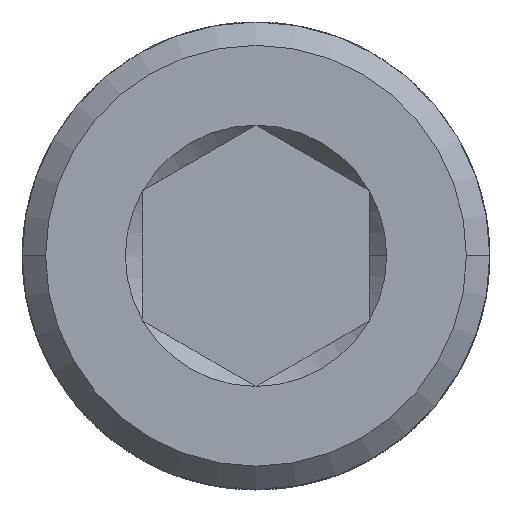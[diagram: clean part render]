
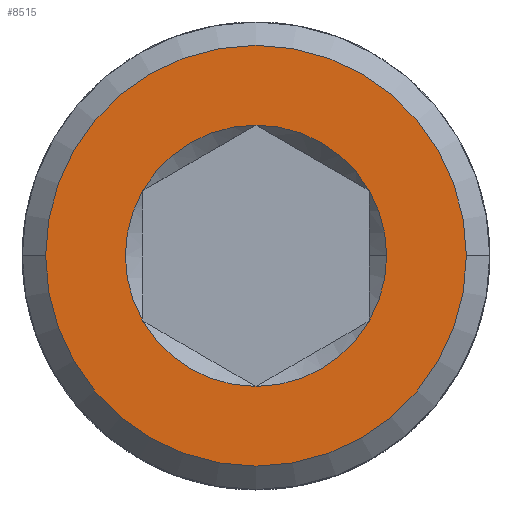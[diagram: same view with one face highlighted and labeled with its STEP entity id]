
A CAD part, top view. The second image highlights one B-rep face of the part: STEP entity #8515.
In plain terms, the highlighted planar face has unit normal (0, 0, 1).
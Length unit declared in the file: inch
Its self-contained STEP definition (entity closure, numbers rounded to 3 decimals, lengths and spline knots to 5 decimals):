
#313 = DIRECTION ( 'NONE',  ( 0., 0., 1. ) ) ;
#508 = FACE_OUTER_BOUND ( 'NONE', #12448, .T. ) ;
#698 = ORIENTED_EDGE ( 'NONE', *, *, #15501, .F. ) ;
#817 = EDGE_CURVE ( 'NONE', #17285, #5625, #7965, .T. ) ;
#835 = CARTESIAN_POINT ( 'NONE',  ( 0., 0., 0.138 ) ) ;
#954 = VERTEX_POINT ( 'NONE', #14988 ) ;
#973 = EDGE_CURVE ( 'NONE', #10223, #14383, #5335, .T. ) ;
#1106 = CARTESIAN_POINT ( 'NONE',  ( 0., 0., 0.138 ) ) ;
#1739 = VERTEX_POINT ( 'NONE', #8255 ) ;
#1965 = CARTESIAN_POINT ( 'NONE',  ( 0., 0., 0.138 ) ) ;
#1967 = AXIS2_PLACEMENT_3D ( 'NONE', #5082, #2349, #3885 ) ;
#2349 = DIRECTION ( 'NONE',  ( 0., 0., 1. ) ) ;
#2352 = DIRECTION ( 'NONE',  ( 1., 0., 0. ) ) ;
#3697 = CIRCLE ( 'NONE', #17985, 0.06315 ) ;
#3780 = VERTEX_POINT ( 'NONE', #4336 ) ;
#3813 = CARTESIAN_POINT ( 'NONE',  ( 0., 0., 0.138 ) ) ;
#3885 = DIRECTION ( 'NONE',  ( 1., 0., 0. ) ) ;
#3923 = DIRECTION ( 'NONE',  ( 0., 0., 1. ) ) ;
#4336 = CARTESIAN_POINT ( 'NONE',  ( -0.05469, -0.03157, 0.138 ) ) ;
#4403 = CIRCLE ( 'NONE', #17529, 0.06315 ) ;
#4449 = AXIS2_PLACEMENT_3D ( 'NONE', #6730, #15036, #16403 ) ;
#4528 = PLANE ( 'NONE',  #17736 ) ;
#4551 = CARTESIAN_POINT ( 'NONE',  ( -0.1017, 0., 0.138 ) ) ;
#4935 = CIRCLE ( 'NONE', #15433, 0.06315 ) ;
#5042 = AXIS2_PLACEMENT_3D ( 'NONE', #5865, #6146, #7693 ) ;
#5082 = CARTESIAN_POINT ( 'NONE',  ( 0., 0., 0.138 ) ) ;
#5182 = AXIS2_PLACEMENT_3D ( 'NONE', #8560, #3923, #15406 ) ;
#5335 = CIRCLE ( 'NONE', #10878, 0.06315 ) ;
#5625 = VERTEX_POINT ( 'NONE', #4551 ) ;
#5865 = CARTESIAN_POINT ( 'NONE',  ( 0., 0., 0.138 ) ) ;
#6096 = DIRECTION ( 'NONE',  ( -1., 0., 0. ) ) ;
#6146 = DIRECTION ( 'NONE',  ( 0., 0., 1. ) ) ;
#6151 = ORIENTED_EDGE ( 'NONE', *, *, #15796, .F. ) ;
#6283 = EDGE_LOOP ( 'NONE', ( #7253, #13313, #6151, #7771, #9452, #15472, #698 ) ) ;
#6730 = CARTESIAN_POINT ( 'NONE',  ( 0., 0., 0.138 ) ) ;
#6768 = ORIENTED_EDGE ( 'NONE', *, *, #817, .T. ) ;
#7057 = CARTESIAN_POINT ( 'NONE',  ( 0.05469, -0.03157, 0.138 ) ) ;
#7253 = ORIENTED_EDGE ( 'NONE', *, *, #14660, .F. ) ;
#7283 = FACE_BOUND ( 'NONE', #6283, .T. ) ;
#7693 = DIRECTION ( 'NONE',  ( 1., 0., 0. ) ) ;
#7771 = ORIENTED_EDGE ( 'NONE', *, *, #10308, .F. ) ;
#7821 = CIRCLE ( 'NONE', #1967, 0.06315 ) ;
#7961 = DIRECTION ( 'NONE',  ( 0., 0., 1. ) ) ;
#7965 = CIRCLE ( 'NONE', #5042, 0.1017 ) ;
#7969 = DIRECTION ( 'NONE',  ( 1., 0., 0. ) ) ;
#8082 = VERTEX_POINT ( 'NONE', #12077 ) ;
#8255 = CARTESIAN_POINT ( 'NONE',  ( 0.05469, 0.03157, 0.138 ) ) ;
#8515 = ADVANCED_FACE ( 'NONE', ( #7283, #508 ), #4528, .F. ) ;
#8560 = CARTESIAN_POINT ( 'NONE',  ( 0., 0., 0.138 ) ) ;
#8753 = DIRECTION ( 'NONE',  ( 0., 0., 1. ) ) ;
#9206 = DIRECTION ( 'NONE',  ( 0., 0., 1. ) ) ;
#9229 = AXIS2_PLACEMENT_3D ( 'NONE', #1965, #313, #14295 ) ;
#9452 = ORIENTED_EDGE ( 'NONE', *, *, #12268, .F. ) ;
#9799 = CIRCLE ( 'NONE', #9229, 0.06315 ) ;
#10170 = CARTESIAN_POINT ( 'NONE',  ( -0.05469, 0.03157, 0.138 ) ) ;
#10223 = VERTEX_POINT ( 'NONE', #15318 ) ;
#10308 = EDGE_CURVE ( 'NONE', #8082, #1739, #4935, .T. ) ;
#10553 = DIRECTION ( 'NONE',  ( 1., 0., 0. ) ) ;
#10878 = AXIS2_PLACEMENT_3D ( 'NONE', #835, #7961, #13610 ) ;
#11387 = CARTESIAN_POINT ( 'NONE',  ( 0., 0.1017, 0.138 ) ) ;
#12038 = CIRCLE ( 'NONE', #4449, 0.1017 ) ;
#12077 = CARTESIAN_POINT ( 'NONE',  ( 0.06315, 0., 0.138 ) ) ;
#12175 = CIRCLE ( 'NONE', #5182, 0.06315 ) ;
#12268 = EDGE_CURVE ( 'NONE', #13046, #8082, #4403, .T. ) ;
#12448 = EDGE_LOOP ( 'NONE', ( #15067, #6768 ) ) ;
#12520 = EDGE_CURVE ( 'NONE', #5625, #17285, #12038, .T. ) ;
#12931 = CARTESIAN_POINT ( 'NONE',  ( 0.1017, 0., 0.138 ) ) ;
#13046 = VERTEX_POINT ( 'NONE', #7057 ) ;
#13313 = ORIENTED_EDGE ( 'NONE', *, *, #973, .F. ) ;
#13610 = DIRECTION ( 'NONE',  ( 1., 0., 0. ) ) ;
#13922 = EDGE_CURVE ( 'NONE', #954, #13046, #9799, .T. ) ;
#14295 = DIRECTION ( 'NONE',  ( 1., 0., 0. ) ) ;
#14383 = VERTEX_POINT ( 'NONE', #10170 ) ;
#14488 = DIRECTION ( 'NONE',  ( 0., 0., -1. ) ) ;
#14660 = EDGE_CURVE ( 'NONE', #14383, #3780, #3697, .T. ) ;
#14988 = CARTESIAN_POINT ( 'NONE',  ( 0., -0.06315, 0.138 ) ) ;
#15036 = DIRECTION ( 'NONE',  ( 0., 0., 1. ) ) ;
#15067 = ORIENTED_EDGE ( 'NONE', *, *, #12520, .T. ) ;
#15318 = CARTESIAN_POINT ( 'NONE',  ( 0., 0.06315, 0.138 ) ) ;
#15406 = DIRECTION ( 'NONE',  ( 1., 0., 0. ) ) ;
#15433 = AXIS2_PLACEMENT_3D ( 'NONE', #17758, #8753, #10553 ) ;
#15472 = ORIENTED_EDGE ( 'NONE', *, *, #13922, .F. ) ;
#15501 = EDGE_CURVE ( 'NONE', #3780, #954, #12175, .T. ) ;
#15796 = EDGE_CURVE ( 'NONE', #1739, #10223, #7821, .T. ) ;
#16403 = DIRECTION ( 'NONE',  ( 1., 0., 0. ) ) ;
#16448 = DIRECTION ( 'NONE',  ( 0., 0., 1. ) ) ;
#17285 = VERTEX_POINT ( 'NONE', #12931 ) ;
#17529 = AXIS2_PLACEMENT_3D ( 'NONE', #3813, #9206, #2352 ) ;
#17736 = AXIS2_PLACEMENT_3D ( 'NONE', #11387, #14488, #6096 ) ;
#17758 = CARTESIAN_POINT ( 'NONE',  ( 0., 0., 0.138 ) ) ;
#17985 = AXIS2_PLACEMENT_3D ( 'NONE', #1106, #16448, #7969 ) ;
